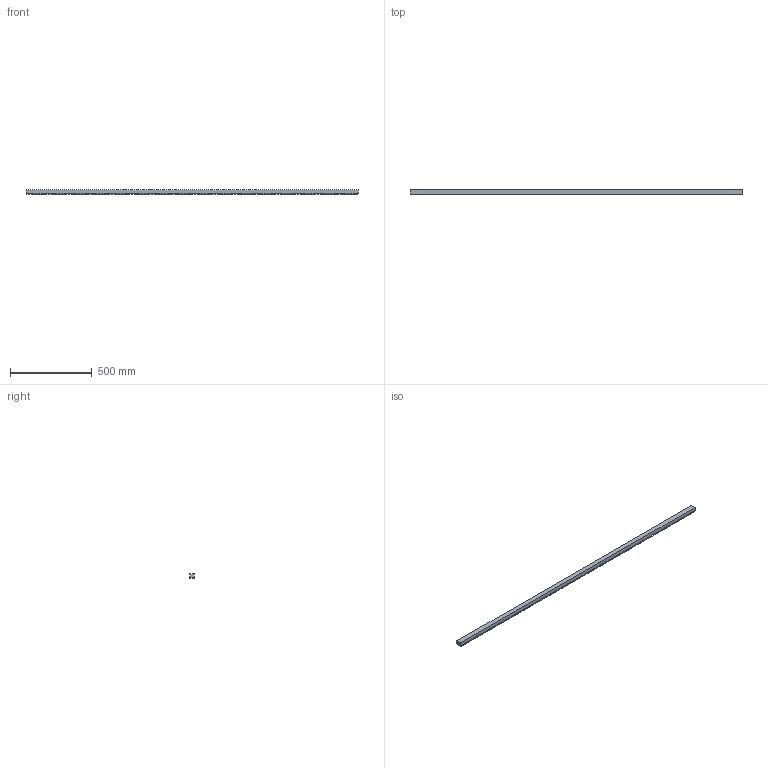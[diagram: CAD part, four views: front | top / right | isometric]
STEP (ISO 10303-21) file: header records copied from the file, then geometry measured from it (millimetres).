
FILE_DESCRIPTION (( 'STEP AP214' ), '1' );
FILE_NAME ('MR-M3-2000.STEP', '2021-09-06T07:23:06', ( '' ), ( '' ), 'SwSTEP 2.0', 'SolidWorks 2020', '' );
FILE_SCHEMA (( 'AUTOMOTIVE_DESIGN' ));
Length unit declared in the file: millimetre
Products named in the file (1): MR-M3-2000
Bounding box: 2035.75 x 30 x 29.75 mm (x, y, z)
Volume: 1622727.4 mm3; surface area: 292961 mm2
Topology: 1 solids, 1 shells, 870 faces, 2604 edges, 1736 vertices
Faces by surface type: plane 870
Entity records: 28702 total; most frequent: CARTESIAN_POINT 5211, ORIENTED_EDGE 5208, DIRECTION 4346, VECTOR 2604, LINE 2604, EDGE_CURVE 2604, VERTEX_POINT 1736, AXIS2_PLACEMENT_3D 871
